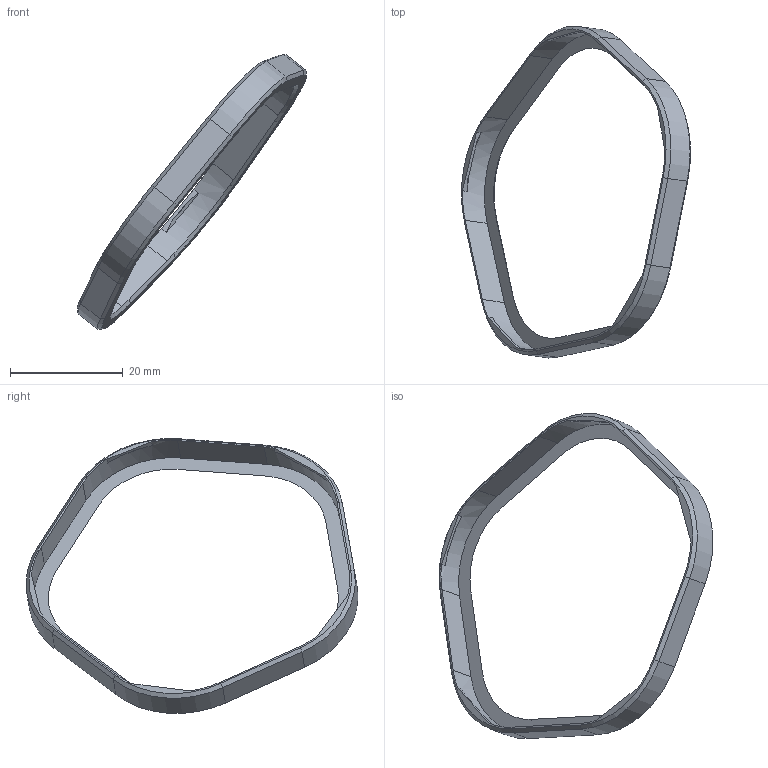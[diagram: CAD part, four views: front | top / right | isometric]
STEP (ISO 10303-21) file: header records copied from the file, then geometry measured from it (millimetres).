
FILE_DESCRIPTION(/* description */ (''),/* implementation_level */ '2;1');
FILE_NAME(/* name */ 'sponge holder.step',/* time_stamp */ '2026-01-08T12:26:34-08:00',/* author */ (''),/* organization */ (''),/* preprocessor_version */ 'ST-DEVELOPER v20.1',/* originating_system */ 'Autodesk Translation Framework v14.21.0.0',/* authorisation */ '');
FILE_SCHEMA (('AUTOMOTIVE_DESIGN { 1 0 10303 214 3 1 1 }'));
Length unit declared in the file: millimetre
Products named in the file (1): sponge holder
Bounding box: 40.73 x 59.01 x 48.84 mm (x, y, z)
Volume: 1112.4 mm3; surface area: 3105.2 mm2
Topology: 1 solids, 1 shells, 68 faces, 175 edges, 110 vertices
Faces by surface type: plane 38, cone 20, cylinder 10
Entity records: 2081 total; most frequent: CARTESIAN_POINT 374, DIRECTION 358, ORIENTED_EDGE 350, EDGE_CURVE 175, AXIS2_PLACEMENT_3D 124, LINE 110, VECTOR 110, VERTEX_POINT 110
